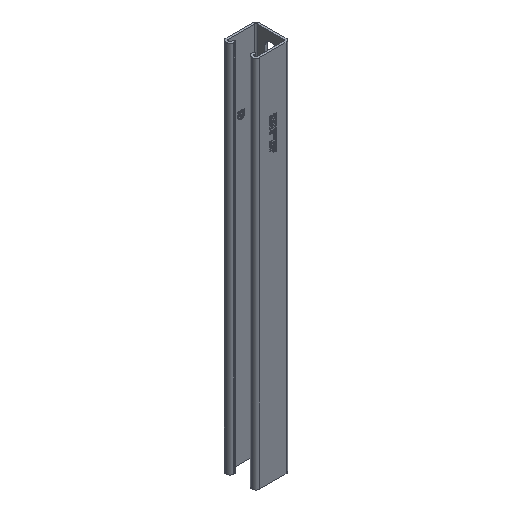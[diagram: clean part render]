
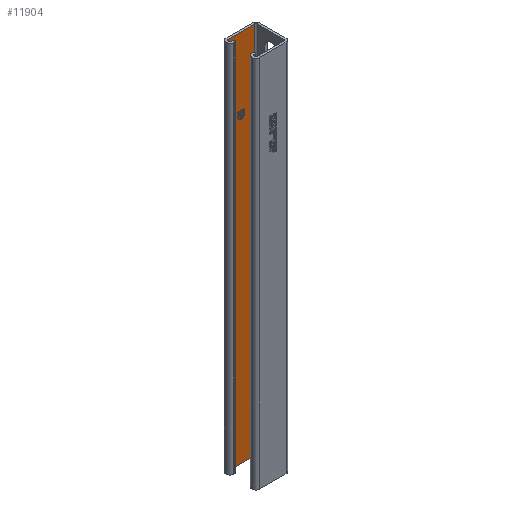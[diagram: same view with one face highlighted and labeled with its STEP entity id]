
A CAD part, isometric view. The second image highlights one B-rep face of the part: STEP entity #11904.
In plain terms, the highlighted planar face has unit normal (0, -1, 0).
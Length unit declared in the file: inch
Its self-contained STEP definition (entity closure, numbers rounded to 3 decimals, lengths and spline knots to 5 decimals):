
#4224 = LINE ( 'NONE', #19723, #15189 ) ;
#5037 = CARTESIAN_POINT ( 'NONE',  ( -0.18, 0.7075, -9. ) ) ;
#6828 = CARTESIAN_POINT ( 'NONE',  ( -1.445, 0.7075, 9. ) ) ;
#7904 = VECTOR ( 'NONE', #15399, 39.37008 ) ;
#8411 = EDGE_CURVE ( 'NONE', #23330, #13227, #4224, .T. ) ;
#9424 = VERTEX_POINT ( 'NONE', #6828 ) ;
#10112 = ORIENTED_EDGE ( 'NONE', *, *, #8411, .T. ) ;
#10721 = ORIENTED_EDGE ( 'NONE', *, *, #39789, .F. ) ;
#11369 = LINE ( 'NONE', #26858, #39346 ) ;
#11903 = FACE_OUTER_BOUND ( 'NONE', #26409, .T. ) ;
#11904 = ADVANCED_FACE ( 'Face5', ( #11903 ), #29835, .T. ) ;
#12183 = CARTESIAN_POINT ( 'NONE',  ( -1.445, 0.7075, -9. ) ) ;
#12641 = VERTEX_POINT ( 'NONE', #39021 ) ;
#13227 = VERTEX_POINT ( 'NONE', #18796 ) ;
#14298 = DIRECTION ( 'NONE',  ( 1., 0., 0. ) ) ;
#15189 = VECTOR ( 'NONE', #28983, 39.37008 ) ;
#15399 = DIRECTION ( 'NONE',  ( 0., 0., 1. ) ) ;
#16062 = AXIS2_PLACEMENT_3D ( 'NONE', #26791, #30033, #24189 ) ;
#18796 = CARTESIAN_POINT ( 'NONE',  ( -0.18, 0.7075, 9. ) ) ;
#18803 = VECTOR ( 'NONE', #14298, 39.37008 ) ;
#19723 = CARTESIAN_POINT ( 'NONE',  ( -0.18, 0.7075, -9. ) ) ;
#23330 = VERTEX_POINT ( 'NONE', #31334 ) ;
#23404 = ORIENTED_EDGE ( 'NONE', *, *, #35381, .F. ) ;
#24189 = DIRECTION ( 'NONE',  ( 1., 0., 0. ) ) ;
#26409 = EDGE_LOOP ( 'NONE', ( #23404, #10721, #37865, #10112 ) ) ;
#26791 = CARTESIAN_POINT ( 'NONE',  ( -0.18, 0.7075, -9. ) ) ;
#26858 = CARTESIAN_POINT ( 'NONE',  ( -0.18, 0.7075, 9. ) ) ;
#27163 = LINE ( 'NONE', #5037, #18803 ) ;
#28983 = DIRECTION ( 'NONE',  ( 0., 0., 1. ) ) ;
#29835 = PLANE ( 'NONE',  #16062 ) ;
#30033 = DIRECTION ( 'NONE',  ( 0., -1., 0. ) ) ;
#31334 = CARTESIAN_POINT ( 'NONE',  ( -0.18, 0.7075, -9. ) ) ;
#35363 = DIRECTION ( 'NONE',  ( 1., 0., 0. ) ) ;
#35381 = EDGE_CURVE ( 'Edge3', #9424, #13227, #11369, .T. ) ;
#37865 = ORIENTED_EDGE ( 'NONE', *, *, #38239, .T. ) ;
#38239 = EDGE_CURVE ( 'NONE', #12641, #23330, #27163, .T. ) ;
#39021 = CARTESIAN_POINT ( 'NONE',  ( -1.445, 0.7075, -9. ) ) ;
#39346 = VECTOR ( 'NONE', #35363, 39.37008 ) ;
#39785 = LINE ( 'NONE', #12183, #7904 ) ;
#39789 = EDGE_CURVE ( 'Edge34', #12641, #9424, #39785, .T. ) ;
